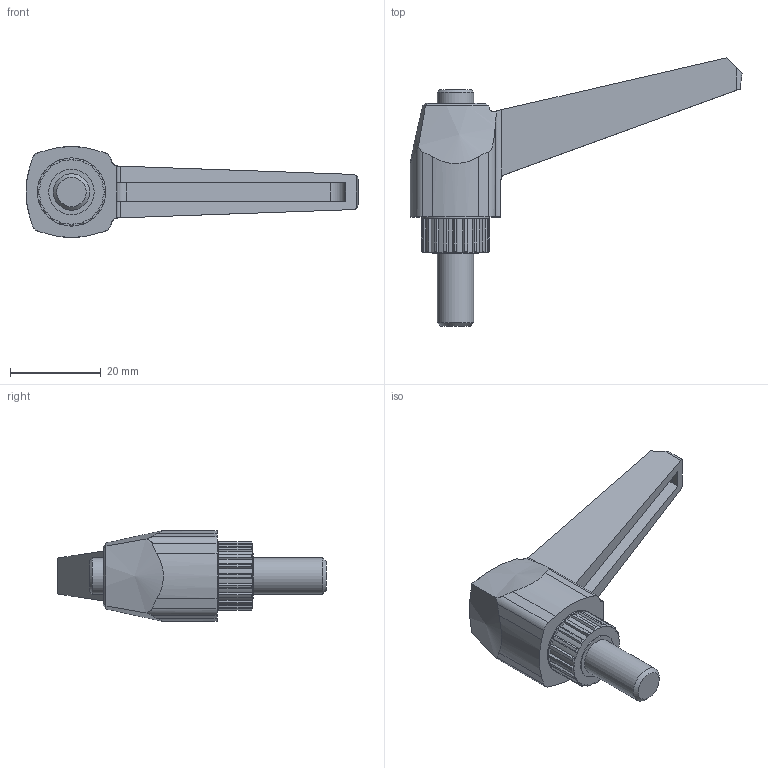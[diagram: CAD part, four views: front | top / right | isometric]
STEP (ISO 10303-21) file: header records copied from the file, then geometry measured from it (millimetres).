
FILE_DESCRIPTION(/* description */ ('LEVA A RIPRESA LR/60/V - M8X15'),/* implementation_level */ '2;1');
FILE_NAME(/* name */ '80LE00001-A.stp',/* time_stamp */ '2014-07-09T10:47:42+02:00',/* author */ ('srubbiani'),/* organization */ (''),/* preprocessor_version */ 'ST-DEVELOPER v15.2',/* originating_system */ 'Autodesk Inventor 2014',/* authorisation */ '');
FILE_SCHEMA (('AUTOMOTIVE_DESIGN { 1 0 10303 214 3 1 1 }'));
Length unit declared in the file: millimetre
Products named in the file (1): 80LE00001-A
Bounding box: 73 x 59 x 20 mm (x, y, z)
Volume: 14206.4 mm3; surface area: 6184.8 mm2
Topology: 1 solids, 1 shells, 167 faces, 471 edges, 314 vertices
Faces by surface type: plane 78, cylinder 61, cone 28
Full cylindrical faces by diameter (mm): 8 x2, 8.889 x1, 10 x1, 13 x1, 15 x1
Entity records: 5517 total; most frequent: CARTESIAN_POINT 1198, ORIENTED_EDGE 922, DIRECTION 883, EDGE_CURVE 461, AXIS2_PLACEMENT_3D 321, VERTEX_POINT 312, LINE 241, VECTOR 241
